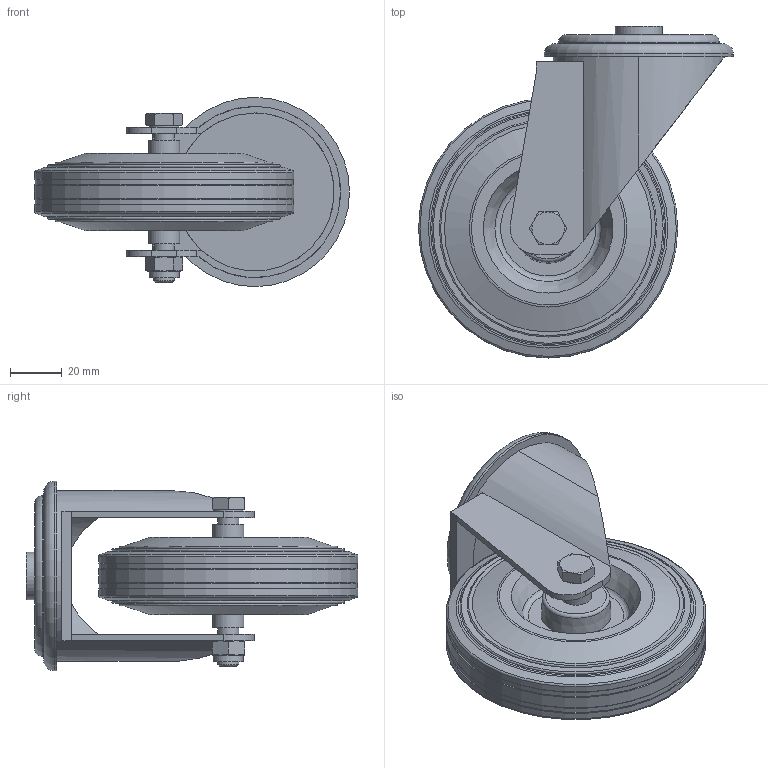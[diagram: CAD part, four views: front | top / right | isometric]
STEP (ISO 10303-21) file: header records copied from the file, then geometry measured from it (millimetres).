
FILE_DESCRIPTION(/* description */ ('RUOTA D.100 GIREV. S/P S/F C/BULBO'),/* implementation_level */ '2;1');
FILE_NAME(/* name */ 'CRUST0000197.stp',/* time_stamp */ '2025-02-11T11:17:28+01:00',/* author */ ('tecnico5'),/* organization */ ('CADENAS'),/* preprocessor_version */ 'ST-DEVELOPER v20',/* originating_system */ 'Autodesk Inventor 2022',/* authorisation */ ' ');
FILE_SCHEMA (('AUTOMOTIVE_DESIGN { 1 0 10303 214 3 1 1 }'));
Length unit declared in the file: millimetre
Products named in the file (4): CRUST0000197; 440000025833; 440000025832; 440000025831
Assembly tree (3 placements, depth 2):
  CRUST0000197
    440000025833
    440000025832
    440000025831
Bounding box: 121.5 x 128 x 73 mm (x, y, z)
Volume: 240578 mm3; surface area: 56705.7 mm2
Topology: 3 solids, 3 shells, 128 faces, 262 edges, 160 vertices
Faces by surface type: plane 50, cone 33, cylinder 25, torus 20
Full cylindrical faces by diameter (mm): 8 x3, 9 x2, 11.63 x2, 12 x3, 18.25 x1, 61 x1, 62.05 x1, 73 x1, 99.5 x2, 100 x3
Entity records: 3566 total; most frequent: CARTESIAN_POINT 653, DIRECTION 623, ORIENTED_EDGE 524, AXIS2_PLACEMENT_3D 274, EDGE_CURVE 262, VERTEX_POINT 160, EDGE_LOOP 156, CIRCLE 134
